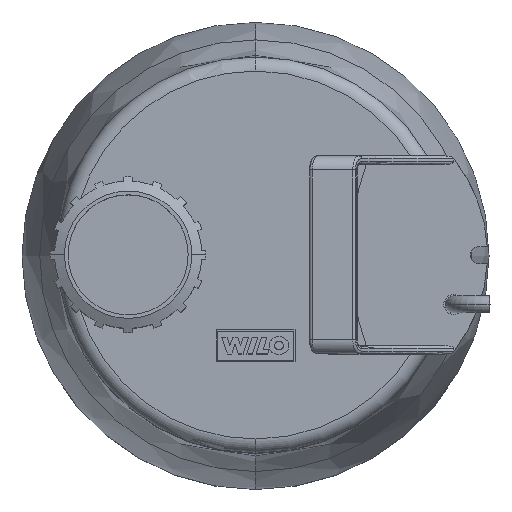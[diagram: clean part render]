
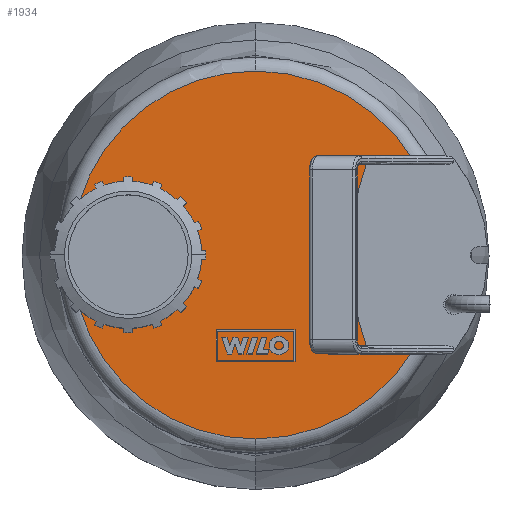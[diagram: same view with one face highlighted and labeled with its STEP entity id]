
A CAD part, top view. The second image highlights one B-rep face of the part: STEP entity #1934.
In plain terms, the highlighted planar face has unit normal (0, 0, 1).
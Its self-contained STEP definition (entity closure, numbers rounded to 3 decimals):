
#1744=CARTESIAN_POINT('',(0.,-65.,248.));
#1745=VERTEX_POINT('',#1744);
#1763=CARTESIAN_POINT('',(0.,65.,248.));
#1764=VERTEX_POINT('',#1763);
#1772=CARTESIAN_POINT('',(0.,0.,248.));
#1773=DIRECTION('',(0.0,0.0,-1.0));
#1774=DIRECTION('',(-1.0,0.0,0.0));
#1775=AXIS2_PLACEMENT_3D('',#1772,#1773,#1774);
#1776=CIRCLE('',#1775,65.0);
#1777=EDGE_CURVE('',#1764,#1745,#1776,.T.);
#1789=CARTESIAN_POINT('',(-23.8,0.,248.));
#1790=VERTEX_POINT('',#1789);
#1814=CARTESIAN_POINT('',(-64.451,-8.433,248.));
#1815=VERTEX_POINT('',#1814);
#1829=CARTESIAN_POINT('',(-45.0,0.,248.));
#1830=DIRECTION('',(0.0,0.0,-1.0));
#1831=DIRECTION('',(1.0,0.0,0.0));
#1832=AXIS2_PLACEMENT_3D('',#1829,#1830,#1831);
#1833=CIRCLE('',#1832,21.2);
#1834=EDGE_CURVE('',#1790,#1815,#1833,.T.);
#1845=CARTESIAN_POINT('',(-64.451,8.433,248.));
#1846=VERTEX_POINT('',#1845);
#1847=CARTESIAN_POINT('',(-45.0,0.,248.));
#1848=DIRECTION('',(0.0,0.0,-1.0));
#1849=DIRECTION('',(1.0,0.0,0.0));
#1850=AXIS2_PLACEMENT_3D('',#1847,#1848,#1849);
#1851=CIRCLE('',#1850,21.2);
#1852=EDGE_CURVE('',#1846,#1790,#1851,.T.);
#1894=CARTESIAN_POINT('',(0.,0.,248.));
#1895=DIRECTION('',(0.0,0.0,-1.0));
#1896=DIRECTION('',(-1.0,0.0,0.0));
#1897=AXIS2_PLACEMENT_3D('',#1894,#1895,#1896);
#1898=CIRCLE('',#1897,65.0);
#1899=EDGE_CURVE('',#1745,#1815,#1898,.T.);
#1903=CARTESIAN_POINT('',(0.,0.,248.));
#1904=DIRECTION('',(0.0,0.0,-1.0));
#1905=DIRECTION('',(-1.0,0.0,0.0));
#1906=AXIS2_PLACEMENT_3D('',#1903,#1904,#1905);
#1907=CIRCLE('',#1906,65.0);
#1908=EDGE_CURVE('',#1846,#1764,#1907,.T.);
#1922=CARTESIAN_POINT('',(-32.5,0.,248.));
#1923=DIRECTION('',(0.0,0.0,1.0));
#1924=DIRECTION('',(0.0,1.0,0.0));
#1925=AXIS2_PLACEMENT_3D('',#1922,#1923,#1924);
#1926=PLANE('',#1925);
#1927=ORIENTED_EDGE('',*,*,#1852,.T.);
#1928=ORIENTED_EDGE('',*,*,#1834,.T.);
#1929=ORIENTED_EDGE('',*,*,#1899,.F.);
#1930=ORIENTED_EDGE('',*,*,#1777,.F.);
#1931=ORIENTED_EDGE('',*,*,#1908,.F.);
#1932=EDGE_LOOP('',(#1927,#1928,#1929,#1930,#1931));
#1933=FACE_OUTER_BOUND('',#1932,.T.);
#1934=ADVANCED_FACE('',(#1933),#1926,.T.);
